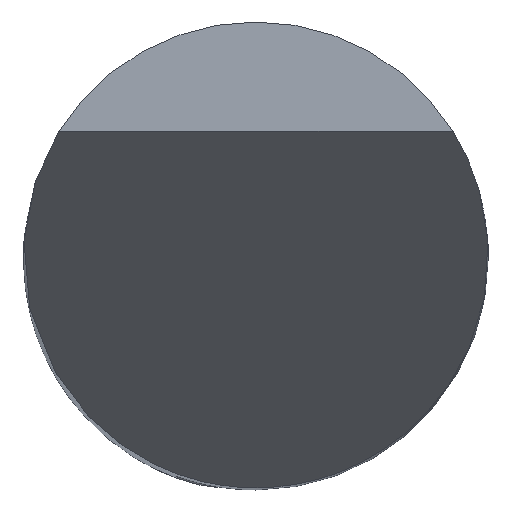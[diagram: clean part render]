
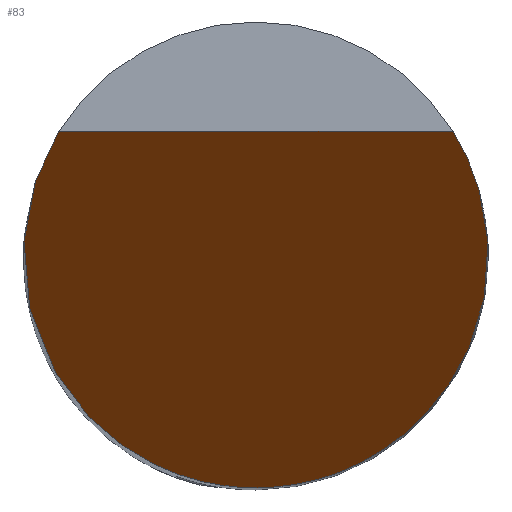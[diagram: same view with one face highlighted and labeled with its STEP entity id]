
A CAD part, top view. The second image highlights one B-rep face of the part: STEP entity #83.
In plain terms, the highlighted planar face has unit normal (0, -0.866, 0.5).
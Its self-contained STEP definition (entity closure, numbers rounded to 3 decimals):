
#62=PLANE('',#694);
#83=ADVANCED_FACE('',(#124),#62,.F.);
#124=FACE_OUTER_BOUND('',#159,.T.);
#159=EDGE_LOOP('',(#347,#348,#349));
#239=LINE('',#1165,#263);
#263=VECTOR('',#779,1.);
#347=ORIENTED_EDGE('',*,*,#520,.T.);
#348=ORIENTED_EDGE('',*,*,#546,.T.);
#349=ORIENTED_EDGE('',*,*,#569,.T.);
#459=VERTEX_POINT('',#892);
#460=VERTEX_POINT('',#897);
#483=VERTEX_POINT('',#1044);
#520=EDGE_CURVE('',#460,#459,#638,.T.);
#546=EDGE_CURVE('',#459,#483,#641,.T.);
#569=EDGE_CURVE('',#483,#460,#239,.T.);
#638=(
BOUNDED_CURVE()
B_SPLINE_CURVE(3,(#893,#894,#895,#896),.UNSPECIFIED.,.F.,.F.)
B_SPLINE_CURVE_WITH_KNOTS((4,4),(0.,1.),.UNSPECIFIED.)
CURVE()
GEOMETRIC_REPRESENTATION_ITEM()
RATIONAL_B_SPLINE_CURVE((1.,0.657,0.657,1.))
REPRESENTATION_ITEM('')
);
#641=(
BOUNDED_CURVE()
B_SPLINE_CURVE(3,(#1045,#1046,#1047,#1048),.UNSPECIFIED.,.F.,.F.)
B_SPLINE_CURVE_WITH_KNOTS((4,4),(0.,1.),.UNSPECIFIED.)
CURVE()
GEOMETRIC_REPRESENTATION_ITEM()
RATIONAL_B_SPLINE_CURVE((1.,0.657,0.657,1.))
REPRESENTATION_ITEM('')
);
#694=AXIS2_PLACEMENT_3D('',#1167,#782,#783);
#779=DIRECTION('',(-1.,0.,0.));
#782=DIRECTION('',(0.,0.866,-0.5));
#783=DIRECTION('',(0.,0.5,0.866));
#892=CARTESIAN_POINT('',(0.,-3.,-5.196));
#893=CARTESIAN_POINT('',(-2.545,1.588,2.75));
#894=CARTESIAN_POINT('',(-3.955,-0.672,-1.163));
#895=CARTESIAN_POINT('',(-2.663,-3.,-5.196));
#896=CARTESIAN_POINT('',(0.,-3.,-5.196));
#897=CARTESIAN_POINT('',(-2.545,1.588,2.75));
#1044=CARTESIAN_POINT('',(2.545,1.588,2.75));
#1045=CARTESIAN_POINT('',(0.,-3.,-5.196));
#1046=CARTESIAN_POINT('',(2.663,-3.,-5.196));
#1047=CARTESIAN_POINT('',(3.955,-0.672,-1.163));
#1048=CARTESIAN_POINT('',(2.545,1.588,2.75));
#1165=CARTESIAN_POINT('',(0.,1.588,2.75));
#1167=CARTESIAN_POINT('',(3.,-3.,-5.196));
